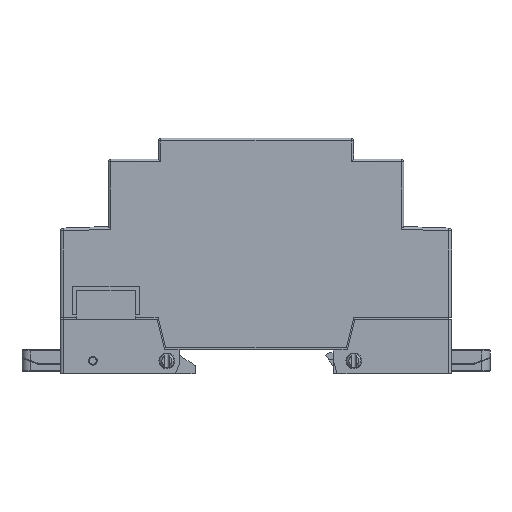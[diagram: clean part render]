
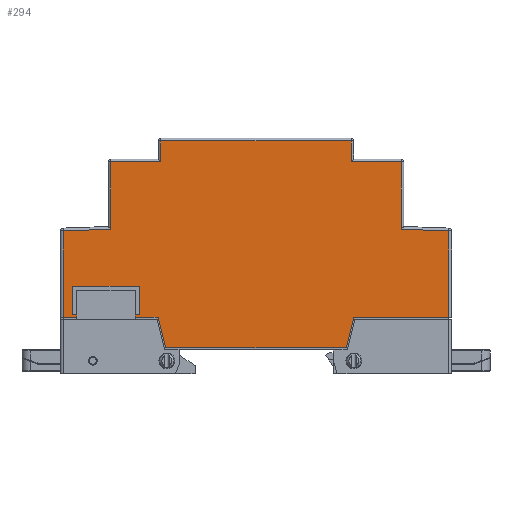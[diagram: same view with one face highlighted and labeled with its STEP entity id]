
A CAD part, left-side view. The second image highlights one B-rep face of the part: STEP entity #294.
In plain terms, the highlighted planar face has unit normal (-1, 0, 0).
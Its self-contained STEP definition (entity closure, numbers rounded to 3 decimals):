
#294=ADVANCED_FACE('Corps principal',(#1173),#1174,.F.);
#1173=FACE_OUTER_BOUND('',#2500,.T.);
#1174=PLANE('',#2501);
#2500=EDGE_LOOP('',(#5204,#5205,#5206,#5207,#5208,#5209,#5210,#5211,#5212,#5213,#5214,#5215,#5216,#5217,#5218,#5219,#5220,#5221,#5222,#5223,#5224,#5225,#5226,#5227));
#2501=AXIS2_PLACEMENT_3D('',#5228,#5229,#5230);
#5204=ORIENTED_EDGE('',*,*,#9132,.F.);
#5205=ORIENTED_EDGE('',*,*,#9133,.F.);
#5206=ORIENTED_EDGE('',*,*,#9125,.F.);
#5207=ORIENTED_EDGE('',*,*,#9004,.T.);
#5208=ORIENTED_EDGE('',*,*,#8999,.F.);
#5209=ORIENTED_EDGE('',*,*,#8982,.F.);
#5210=ORIENTED_EDGE('',*,*,#8989,.F.);
#5211=ORIENTED_EDGE('',*,*,#8986,.F.);
#5212=ORIENTED_EDGE('',*,*,#8997,.F.);
#5213=ORIENTED_EDGE('',*,*,#9018,.T.);
#5214=ORIENTED_EDGE('',*,*,#9021,.F.);
#5215=ORIENTED_EDGE('',*,*,#9022,.F.);
#5216=ORIENTED_EDGE('',*,*,#8978,.F.);
#5217=ORIENTED_EDGE('',*,*,#8973,.F.);
#5218=ORIENTED_EDGE('',*,*,#9025,.F.);
#5219=ORIENTED_EDGE('',*,*,#9028,.F.);
#5220=ORIENTED_EDGE('',*,*,#9061,.T.);
#5221=ORIENTED_EDGE('',*,*,#9059,.F.);
#5222=ORIENTED_EDGE('',*,*,#9112,.T.);
#5223=ORIENTED_EDGE('',*,*,#9110,.F.);
#5224=ORIENTED_EDGE('',*,*,#9107,.F.);
#5225=ORIENTED_EDGE('',*,*,#9123,.T.);
#5226=ORIENTED_EDGE('',*,*,#9121,.F.);
#5227=ORIENTED_EDGE('',*,*,#9134,.T.);
#5228=CARTESIAN_POINT('',(-35.6,0.0,0.0));
#5229=DIRECTION('',(1.0,0.0,0.0));
#5230=DIRECTION('',(0.0,1.0,-0.0));
#8973=EDGE_CURVE('',#10797,#10800,#10801,.T.);
#8978=EDGE_CURVE('',#10800,#10807,#10808,.T.);
#8982=EDGE_CURVE('',#10812,#10815,#10816,.T.);
#8986=EDGE_CURVE('',#10820,#10823,#10824,.T.);
#8989=EDGE_CURVE('',#10823,#10812,#10828,.T.);
#8997=EDGE_CURVE('',#10839,#10820,#10841,.T.);
#8999=EDGE_CURVE('',#10815,#10842,#10844,.T.);
#9004=EDGE_CURVE('',#10852,#10842,#10853,.T.);
#9018=EDGE_CURVE('',#10839,#10873,#10874,.T.);
#9021=EDGE_CURVE('',#10876,#10873,#10878,.T.);
#9022=EDGE_CURVE('',#10807,#10876,#10879,.T.);
#9025=EDGE_CURVE('',#10883,#10797,#10885,.T.);
#9028=EDGE_CURVE('',#10889,#10883,#10890,.T.);
#9059=EDGE_CURVE('',#10934,#10937,#10938,.T.);
#9061=EDGE_CURVE('',#10889,#10937,#10940,.F.);
#9107=EDGE_CURVE('',#11008,#11011,#11012,.T.);
#9110=EDGE_CURVE('',#11011,#11015,#11016,.T.);
#9112=EDGE_CURVE('',#10934,#11015,#11018,.F.);
#9121=EDGE_CURVE('',#11028,#11031,#11032,.T.);
#9123=EDGE_CURVE('',#11008,#11031,#11034,.F.);
#9125=EDGE_CURVE('',#10852,#11037,#11038,.F.);
#9132=EDGE_CURVE('',#11047,#11048,#11049,.F.);
#9133=EDGE_CURVE('',#11037,#11047,#11050,.T.);
#9134=EDGE_CURVE('',#11028,#11048,#11051,.F.);
#10797=VERTEX_POINT('',#14045);
#10800=VERTEX_POINT('',#14049);
#10801=LINE('',#14050,#14051);
#10807=VERTEX_POINT('',#14061);
#10808=LINE('',#14062,#14063);
#10812=VERTEX_POINT('',#14069);
#10815=VERTEX_POINT('',#14073);
#10816=LINE('',#14074,#14075);
#10820=VERTEX_POINT('',#14081);
#10823=VERTEX_POINT('',#14085);
#10824=LINE('',#14086,#14087);
#10828=LINE('',#14093,#14094);
#10839=VERTEX_POINT('',#14111);
#10841=LINE('',#14114,#14115);
#10842=VERTEX_POINT('',#14116);
#10844=LINE('',#14119,#14120);
#10852=VERTEX_POINT('',#14132);
#10853=LINE('',#14133,#14134);
#10873=VERTEX_POINT('',#14167);
#10874=LINE('',#14168,#14169);
#10876=VERTEX_POINT('',#14172);
#10878=LINE('',#14175,#14176);
#10879=LINE('',#14177,#14178);
#10883=VERTEX_POINT('',#14183);
#10885=LINE('',#14185,#14186);
#10889=VERTEX_POINT('',#14191);
#10890=LINE('',#14192,#14193);
#10934=VERTEX_POINT('',#14259);
#10937=VERTEX_POINT('',#14262);
#10938=LINE('',#14263,#14264);
#10940=LINE('',#14271,#14272);
#11008=VERTEX_POINT('',#14386);
#11011=VERTEX_POINT('',#14389);
#11012=LINE('',#14390,#14391);
#11015=VERTEX_POINT('',#14394);
#11016=LINE('',#14395,#14396);
#11018=LINE('',#14406,#14407);
#11028=VERTEX_POINT('',#14422);
#11031=VERTEX_POINT('',#14425);
#11032=LINE('',#14426,#14427);
#11034=LINE('',#14437,#14438);
#11037=VERTEX_POINT('',#14442);
#11038=LINE('',#14443,#14444);
#11047=VERTEX_POINT('',#14457);
#11048=VERTEX_POINT('',#14458);
#11049=LINE('',#14459,#14460);
#11050=LINE('',#14461,#14462);
#11051=LINE('',#14463,#14464);
#14045=CARTESIAN_POINT('',(-35.6,-22.5,0.));
#14049=CARTESIAN_POINT('',(-35.6,-20.755,-7.0));
#14050=CARTESIAN_POINT('',(-35.6,-21.627,-3.5));
#14051=VECTOR('',#17870,1.0);
#14061=CARTESIAN_POINT('',(-35.6,20.755,-7.0));
#14062=CARTESIAN_POINT('',(-35.6,0.,-7.0));
#14063=VECTOR('',#17875,1.0);
#14069=CARTESIAN_POINT('',(-35.6,42.2,7.1));
#14073=CARTESIAN_POINT('',(-35.6,42.2,0.6));
#14074=CARTESIAN_POINT('',(-35.6,42.2,3.85));
#14075=VECTOR('',#17879,1.0);
#14081=CARTESIAN_POINT('',(-35.6,26.8,0.6));
#14085=CARTESIAN_POINT('',(-35.6,26.8,7.1));
#14086=CARTESIAN_POINT('',(-35.6,26.8,3.85));
#14087=VECTOR('',#17883,1.0);
#14093=CARTESIAN_POINT('',(-35.6,34.5,7.1));
#14094=VECTOR('',#17886,1.0);
#14111=CARTESIAN_POINT('',(-35.6,27.75,0.6));
#14114=CARTESIAN_POINT('',(-35.6,27.275,0.6));
#14115=VECTOR('',#17894,1.0);
#14116=CARTESIAN_POINT('',(-35.6,41.25,0.6));
#14119=CARTESIAN_POINT('',(-35.6,41.725,0.6));
#14120=VECTOR('',#17896,1.0);
#14132=CARTESIAN_POINT('',(-35.6,41.25,0.));
#14133=CARTESIAN_POINT('',(-35.6,41.25,0.3));
#14134=VECTOR('',#17901,1.0);
#14167=CARTESIAN_POINT('',(-35.6,27.75,0.));
#14168=CARTESIAN_POINT('',(-35.6,27.75,0.3));
#14169=VECTOR('',#17915,1.0);
#14172=CARTESIAN_POINT('',(-35.6,22.5,0.));
#14175=CARTESIAN_POINT('',(-35.6,25.125,0.));
#14176=VECTOR('',#17918,1.0);
#14177=CARTESIAN_POINT('',(-35.6,21.627,-3.5));
#14178=VECTOR('',#17919,1.0);
#14183=CARTESIAN_POINT('',(-35.6,-44.35,0.));
#14185=CARTESIAN_POINT('',(-35.6,-33.425,0.));
#14186=VECTOR('',#17924,1.0);
#14191=CARTESIAN_POINT('',(-35.6,-44.35,19.872));
#14192=CARTESIAN_POINT('',(-35.6,-44.35,17.103));
#14193=VECTOR('',#17929,1.0);
#14259=CARTESIAN_POINT('',(-35.6,-33.35,35.75));
#14262=CARTESIAN_POINT('',(-35.6,-33.35,20.256));
#14263=CARTESIAN_POINT('',(-35.6,-33.35,17.103));
#14264=VECTOR('',#17983,1.0);
#14271=CARTESIAN_POINT('',(-35.6,0.325,21.432));
#14272=VECTOR('',#17984,1.0);
#14386=CARTESIAN_POINT('',(-35.6,21.85,40.556));
#14389=CARTESIAN_POINT('',(-35.6,-21.85,40.556));
#14390=CARTESIAN_POINT('',(-35.6,0.325,40.556));
#14391=VECTOR('',#18061,1.0);
#14394=CARTESIAN_POINT('',(-35.6,-21.85,35.75));
#14395=CARTESIAN_POINT('',(-35.6,-21.85,17.103));
#14396=VECTOR('',#18068,1.0);
#14406=CARTESIAN_POINT('',(-35.6,0.325,35.75));
#14407=VECTOR('',#18069,1.0);
#14422=CARTESIAN_POINT('',(-35.6,33.35,35.75));
#14425=CARTESIAN_POINT('',(-35.6,21.85,35.75));
#14426=CARTESIAN_POINT('',(-35.6,0.325,35.75));
#14427=VECTOR('',#18084,1.0);
#14437=CARTESIAN_POINT('',(-35.6,21.85,17.103));
#14438=VECTOR('',#18085,1.0);
#14442=CARTESIAN_POINT('',(-35.6,44.35,0.));
#14443=CARTESIAN_POINT('',(-35.6,42.8,0.));
#14444=VECTOR('',#18087,1.0);
#14457=CARTESIAN_POINT('',(-35.6,44.35,19.872));
#14458=CARTESIAN_POINT('',(-35.6,33.35,20.256));
#14459=CARTESIAN_POINT('',(-35.6,38.85,20.064));
#14460=VECTOR('',#18098,1.0);
#14461=CARTESIAN_POINT('',(-35.6,44.35,9.936));
#14462=VECTOR('',#18099,1.0);
#14463=CARTESIAN_POINT('',(-35.6,33.35,28.003));
#14464=VECTOR('',#18100,1.0);
#17870=DIRECTION('',(0.0,0.242,-0.97));
#17875=DIRECTION('',(0.0,1.0,0.0));
#17879=DIRECTION('',(0.0,0.0,-1.0));
#17883=DIRECTION('',(0.0,0.,1.0));
#17886=DIRECTION('',(0.0,1.0,0.0));
#17894=DIRECTION('',(0.0,-1.0,0.0));
#17896=DIRECTION('',(0.0,-1.0,0.0));
#17901=DIRECTION('',(0.0,0.0,1.0));
#17915=DIRECTION('',(0.0,0.0,-1.0));
#17918=DIRECTION('',(0.0,1.0,0.0));
#17919=DIRECTION('',(0.0,0.242,0.97));
#17924=DIRECTION('',(0.0,1.0,0.0));
#17929=DIRECTION('',(0.0,0.0,-1.0));
#17983=DIRECTION('',(0.0,0.0,-1.0));
#17984=DIRECTION('',(0.0,-0.999,-0.035));
#18061=DIRECTION('',(0.0,-1.0,0.0));
#18068=DIRECTION('',(0.0,0.0,-1.0));
#18069=DIRECTION('',(0.0,-1.0,0.0));
#18084=DIRECTION('',(0.0,-1.0,0.0));
#18085=DIRECTION('',(0.0,0.0,1.0));
#18087=DIRECTION('',(0.0,-1.0,0.0));
#18098=DIRECTION('',(0.0,0.999,-0.035));
#18099=DIRECTION('',(0.0,0.0,1.0));
#18100=DIRECTION('',(0.0,0.0,1.0));
